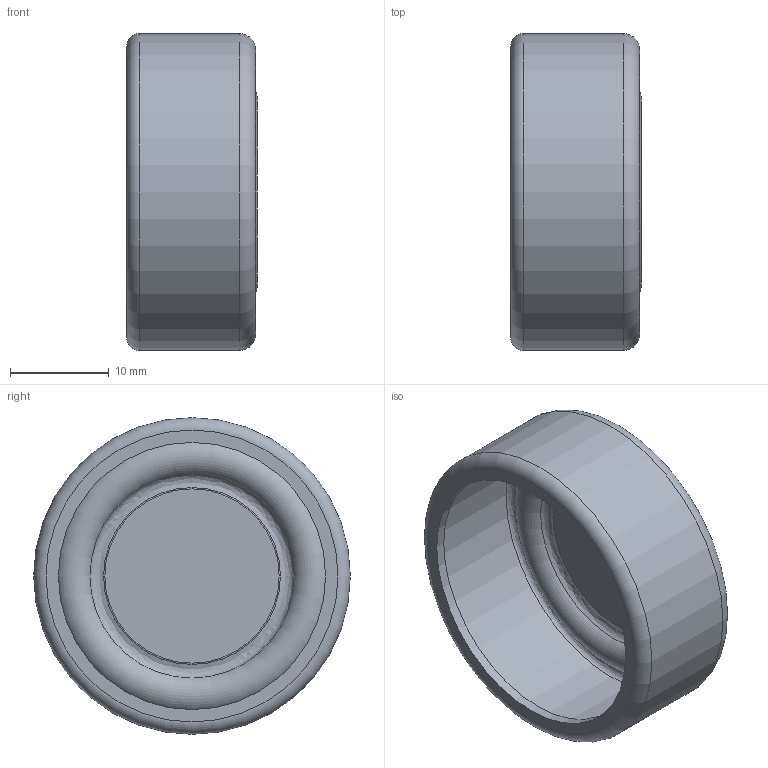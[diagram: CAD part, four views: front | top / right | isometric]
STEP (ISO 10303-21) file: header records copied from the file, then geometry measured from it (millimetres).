
FILE_DESCRIPTION((''),'2;1');
FILE_NAME('2BTx.stp','2007-11-15T11:37:00',('Philipp'),(''),'Autodesk Inventor 2008','Autodesk Inventor 2008','');
FILE_SCHEMA(('AUTOMOTIVE_DESIGN { 1 0 10303 214 1 1 1 1 }'));
Length unit declared in the file: millimetre
Products named in the file (1): 2BT4_new_version
Bounding box: 13.17 x 32 x 32 mm (x, y, z)
Volume: 2114.2 mm3; surface area: 4316.8 mm2
Topology: 1 solids, 1 shells, 16 faces, 27 edges, 15 vertices
Faces by surface type: torus 5, bspline 4, plane 4, cylinder 3
Full cylindrical faces by diameter (mm): 27 x1, 30 x1, 32 x1
Entity records: 500 total; most frequent: CARTESIAN_POINT 223, DIRECTION 56, ORIENTED_EDGE 30, EDGE_LOOP 30, AXIS2_PLACEMENT_3D 28, FACE_OUTER_BOUND 16, ADVANCED_FACE 16, VERTEX_POINT 15
